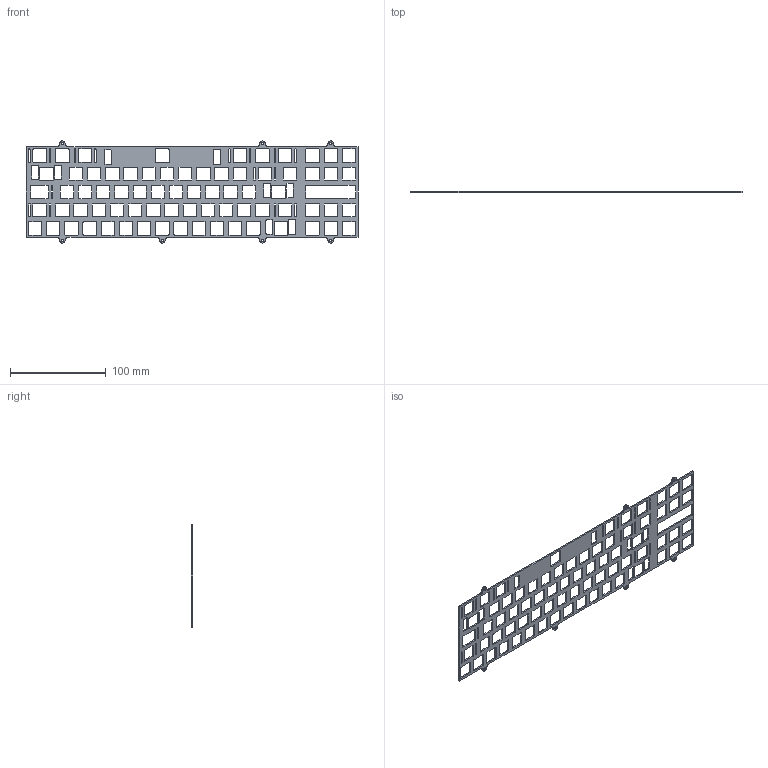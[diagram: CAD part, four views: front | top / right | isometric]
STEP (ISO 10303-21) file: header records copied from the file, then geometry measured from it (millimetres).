
FILE_DESCRIPTION(/* description */ (''),/* implementation_level */ '2;1');
FILE_NAME(/* name */ 'plate_full.step',/* time_stamp */ '2023-04-22T18:30:56+02:00',/* author */ (''),/* organization */ (''),/* preprocessor_version */ 'ST-DEVELOPER v19.2',/* originating_system */ 'Autodesk Translation Framework v12.4.0.73',/* authorisation */ '');
FILE_SCHEMA (('AUTOMOTIVE_DESIGN { 1 0 10303 214 3 1 1 }'));
Length unit declared in the file: millimetre
Products named in the file (1): alex
Bounding box: 347.66 x 1.5 x 106.95 mm (x, y, z)
Volume: 25608.9 mm3; surface area: 43078.2 mm2
Topology: 1 solids, 1 shells, 817 faces, 2445 edges, 1630 vertices
Faces by surface type: cylinder 416, plane 401
Full cylindrical faces by diameter (mm): 2.7 x7
Entity records: 28203 total; most frequent: DIRECTION 4913, CARTESIAN_POINT 4893, ORIENTED_EDGE 4890, EDGE_CURVE 2445, AXIS2_PLACEMENT_3D 1650, VERTEX_POINT 1630, LINE 1613, VECTOR 1613
